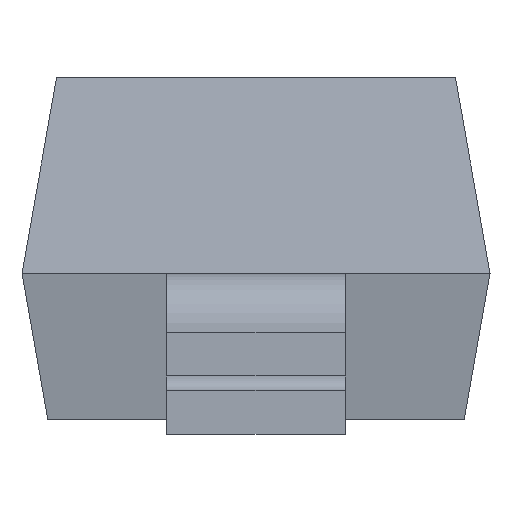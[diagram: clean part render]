
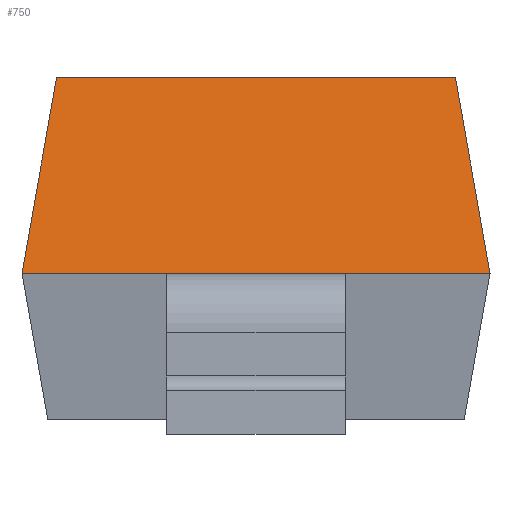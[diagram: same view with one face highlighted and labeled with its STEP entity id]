
A CAD part, left-side view. The second image highlights one B-rep face of the part: STEP entity #750.
In plain terms, the highlighted free-form (B-spline) face has degree [1, 1] with [2, 2] control points.
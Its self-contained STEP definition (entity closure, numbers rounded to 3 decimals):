
#31 = VERTEX_POINT('',#32);
#32 = CARTESIAN_POINT('',(-1.227,0.682,1.22));
#37 = EDGE_CURVE('',#31,#38,#40,.T.);
#38 = VERTEX_POINT('',#39);
#39 = CARTESIAN_POINT('',(-1.227,-0.682,1.22));
#40 = B_SPLINE_CURVE_WITH_KNOTS('',1,(#41,#42),.UNSPECIFIED.,.F.,.F.,(2,
    2),(-0.682,0.682),.PIECEWISE_BEZIER_KNOTS.);
#41 = CARTESIAN_POINT('',(-1.227,0.682,1.22));
#42 = CARTESIAN_POINT('',(-1.227,-0.682,1.22));
#623 = VERTEX_POINT('',#624);
#624 = CARTESIAN_POINT('',(-1.345,-0.8,0.55));
#674 = EDGE_CURVE('',#675,#623,#677,.T.);
#675 = VERTEX_POINT('',#676);
#676 = CARTESIAN_POINT('',(-1.345,0.8,0.55));
#677 = B_SPLINE_CURVE_WITH_KNOTS('',1,(#678,#679),.UNSPECIFIED.,.F.,.F.,
  (2,2),(-1.6,-0.),.PIECEWISE_BEZIER_KNOTS.);
#678 = CARTESIAN_POINT('',(-1.345,0.8,0.55));
#679 = CARTESIAN_POINT('',(-1.345,-0.8,0.55));
#733 = EDGE_CURVE('',#31,#675,#734,.T.);
#734 = B_SPLINE_CURVE_WITH_KNOTS('',1,(#735,#736),.UNSPECIFIED.,.F.,.F.,
  (2,2),(-0.417,0.274),.PIECEWISE_BEZIER_KNOTS.);
#735 = CARTESIAN_POINT('',(-1.227,0.682,1.22));
#736 = CARTESIAN_POINT('',(-1.345,0.8,0.55));
#750 = ADVANCED_FACE('',(#751),#761,.T.);
#751 = FACE_BOUND('',#752,.T.);
#752 = EDGE_LOOP('',(#753,#754,#759,#760));
#753 = ORIENTED_EDGE('',*,*,#674,.T.);
#754 = ORIENTED_EDGE('',*,*,#755,.F.);
#755 = EDGE_CURVE('',#38,#623,#756,.T.);
#756 = B_SPLINE_CURVE_WITH_KNOTS('',1,(#757,#758),.UNSPECIFIED.,.F.,.F.,
  (2,2),(-0.691,-0.),.PIECEWISE_BEZIER_KNOTS.);
#757 = CARTESIAN_POINT('',(-1.227,-0.682,1.22));
#758 = CARTESIAN_POINT('',(-1.345,-0.8,0.55));
#759 = ORIENTED_EDGE('',*,*,#37,.F.);
#760 = ORIENTED_EDGE('',*,*,#733,.T.);
#761 = B_SPLINE_SURFACE_WITH_KNOTS('',1,1,(
    (#762,#763)
    ,(#764,#765
    )),.UNSPECIFIED.,.F.,.F.,.F.,(2,2),(2,2),(0.,0.68),(0.,1.6
    ),.PIECEWISE_BEZIER_KNOTS.);
#762 = CARTESIAN_POINT('',(-1.345,-0.8,0.55));
#763 = CARTESIAN_POINT('',(-1.345,0.8,0.55));
#764 = CARTESIAN_POINT('',(-1.227,-0.8,1.22));
#765 = CARTESIAN_POINT('',(-1.227,0.8,1.22));
